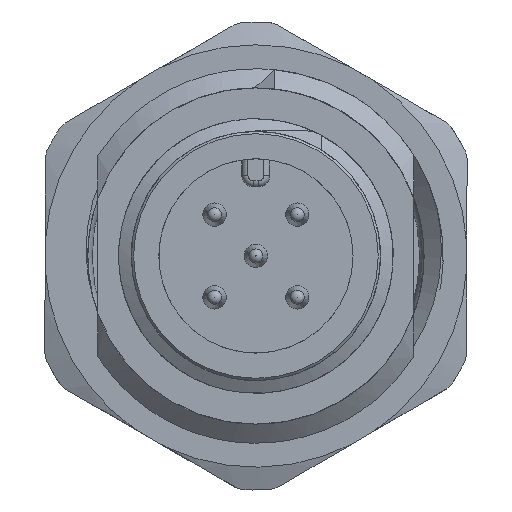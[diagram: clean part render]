
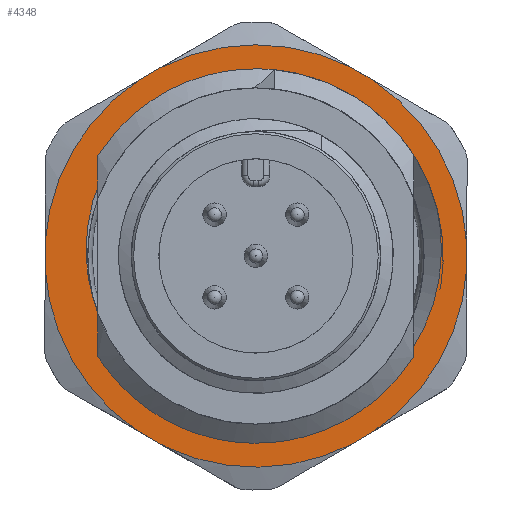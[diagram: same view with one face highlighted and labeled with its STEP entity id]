
A CAD part, front view. The second image highlights one B-rep face of the part: STEP entity #4348.
In plain terms, the highlighted face is planar.
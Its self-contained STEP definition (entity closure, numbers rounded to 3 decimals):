
#324=B_SPLINE_CURVE_WITH_KNOTS('',3,(#20184,#20185,#20186,#20187,#20188,
#20189,#20190),.UNSPECIFIED.,.F.,.F.,(4,1,1,1,4),(0.,
0.005,0.011,0.016,0.022),
 .UNSPECIFIED.);
#325=B_SPLINE_CURVE_WITH_KNOTS('',3,(#20195,#20196,#20197,#20198,#20199,
#20200,#20201),.UNSPECIFIED.,.F.,.F.,(4,1,1,1,4),(0.,0.005,
0.011,0.016,0.022),.UNSPECIFIED.);
#607=LINE('',#20207,#791);
#608=LINE('',#20211,#792);
#609=LINE('',#20215,#793);
#610=LINE('',#20219,#794);
#611=LINE('',#20223,#795);
#612=LINE('',#20227,#796);
#791=VECTOR('',#5754,1000.);
#792=VECTOR('',#5757,1000.);
#793=VECTOR('',#5760,1000.);
#794=VECTOR('',#5763,1000.);
#795=VECTOR('',#5766,1000.);
#796=VECTOR('',#5769,1000.);
#1716=ORIENTED_EDGE('',*,*,#2467,.F.);
#1717=ORIENTED_EDGE('',*,*,#2468,.T.);
#1718=ORIENTED_EDGE('',*,*,#2469,.F.);
#1719=ORIENTED_EDGE('',*,*,#2470,.F.);
#1720=ORIENTED_EDGE('',*,*,#2471,.F.);
#1721=ORIENTED_EDGE('',*,*,#2472,.T.);
#1722=ORIENTED_EDGE('',*,*,#2473,.F.);
#1723=ORIENTED_EDGE('',*,*,#2474,.T.);
#1724=ORIENTED_EDGE('',*,*,#2475,.F.);
#1725=ORIENTED_EDGE('',*,*,#2476,.T.);
#1726=ORIENTED_EDGE('',*,*,#2477,.F.);
#1727=ORIENTED_EDGE('',*,*,#2478,.T.);
#1728=ORIENTED_EDGE('',*,*,#2479,.F.);
#1729=ORIENTED_EDGE('',*,*,#2480,.T.);
#1730=ORIENTED_EDGE('',*,*,#2481,.F.);
#1731=ORIENTED_EDGE('',*,*,#2482,.T.);
#2467=EDGE_CURVE('',#2944,#2945,#324,.T.);
#2468=EDGE_CURVE('',#2944,#2946,#3186,.T.);
#2469=EDGE_CURVE('',#2947,#2946,#325,.T.);
#2470=EDGE_CURVE('',#2945,#2947,#3187,.T.);
#2471=EDGE_CURVE('',#2948,#2949,#3188,.F.);
#2472=EDGE_CURVE('',#2948,#2950,#607,.T.);
#2473=EDGE_CURVE('',#2951,#2950,#3189,.F.);
#2474=EDGE_CURVE('',#2951,#2952,#608,.T.);
#2475=EDGE_CURVE('',#2953,#2952,#3190,.F.);
#2476=EDGE_CURVE('',#2953,#2954,#609,.T.);
#2477=EDGE_CURVE('',#2955,#2954,#3191,.F.);
#2478=EDGE_CURVE('',#2955,#2956,#610,.T.);
#2479=EDGE_CURVE('',#2957,#2956,#3192,.F.);
#2480=EDGE_CURVE('',#2957,#2958,#611,.T.);
#2481=EDGE_CURVE('',#2959,#2958,#3193,.F.);
#2482=EDGE_CURVE('',#2959,#2949,#612,.T.);
#2944=VERTEX_POINT('',#20191);
#2945=VERTEX_POINT('',#20192);
#2946=VERTEX_POINT('',#20194);
#2947=VERTEX_POINT('',#20202);
#2948=VERTEX_POINT('',#20205);
#2949=VERTEX_POINT('',#20206);
#2950=VERTEX_POINT('',#20208);
#2951=VERTEX_POINT('',#20210);
#2952=VERTEX_POINT('',#20212);
#2953=VERTEX_POINT('',#20214);
#2954=VERTEX_POINT('',#20216);
#2955=VERTEX_POINT('',#20218);
#2956=VERTEX_POINT('',#20220);
#2957=VERTEX_POINT('',#20222);
#2958=VERTEX_POINT('',#20224);
#2959=VERTEX_POINT('',#20226);
#3186=CIRCLE('',#4825,7.185);
#3187=CIRCLE('',#4826,8.);
#3188=CIRCLE('',#4827,9.024);
#3189=CIRCLE('',#4828,9.024);
#3190=CIRCLE('',#4829,9.024);
#3191=CIRCLE('',#4830,9.024);
#3192=CIRCLE('',#4831,9.024);
#3193=CIRCLE('',#4832,9.024);
#3538=EDGE_LOOP('',(#1716,#1717,#1718,#1719));
#3539=EDGE_LOOP('',(#1720,#1721,#1722,#1723,#1724,#1725,#1726,#1727,#1728,
#1729,#1730,#1731));
#3939=FACE_BOUND('',#3538,.T.);
#3940=FACE_BOUND('',#3539,.T.);
#4099=PLANE('',#4824);
#4348=ADVANCED_FACE('',(#3939,#3940),#4099,.T.);
#4824=AXIS2_PLACEMENT_3D('',#20183,#5746,#5747);
#4825=AXIS2_PLACEMENT_3D('',#20193,#5748,#5749);
#4826=AXIS2_PLACEMENT_3D('',#20203,#5750,#5751);
#4827=AXIS2_PLACEMENT_3D('',#20204,#5752,#5753);
#4828=AXIS2_PLACEMENT_3D('',#20209,#5755,#5756);
#4829=AXIS2_PLACEMENT_3D('',#20213,#5758,#5759);
#4830=AXIS2_PLACEMENT_3D('',#20217,#5761,#5762);
#4831=AXIS2_PLACEMENT_3D('',#20221,#5764,#5765);
#4832=AXIS2_PLACEMENT_3D('',#20225,#5767,#5768);
#5746=DIRECTION('',(1.,0.,0.));
#5747=DIRECTION('',(0.,0.,-1.));
#5748=DIRECTION('',(-1.,0.,0.));
#5749=DIRECTION('',(0.,1.,0.));
#5750=DIRECTION('',(1.,0.,0.));
#5751=DIRECTION('',(0.,0.,-1.));
#5752=DIRECTION('',(1.,0.,0.));
#5753=DIRECTION('',(0.,0.,-1.));
#5754=DIRECTION('',(0.,1.,0.));
#5755=DIRECTION('',(1.,0.,0.));
#5756=DIRECTION('',(0.,0.,-1.));
#5757=DIRECTION('',(0.,0.497,0.868));
#5758=DIRECTION('',(1.,0.,0.));
#5759=DIRECTION('',(0.,0.,-1.));
#5760=DIRECTION('',(0.,-0.497,0.868));
#5761=DIRECTION('',(1.,0.,0.));
#5762=DIRECTION('',(0.,0.,-1.));
#5763=DIRECTION('',(0.,-1.,0.));
#5764=DIRECTION('',(1.,0.,0.));
#5765=DIRECTION('',(0.,0.,-1.));
#5766=DIRECTION('',(0.,-0.498,-0.867));
#5767=DIRECTION('',(1.,0.,0.));
#5768=DIRECTION('',(0.,0.,-1.));
#5769=DIRECTION('',(0.,0.498,-0.867));
#20183=CARTESIAN_POINT('',(1.5,0.,0.));
#20184=CARTESIAN_POINT('',(1.5,-3.499,-6.276));
#20185=CARTESIAN_POINT('',(1.5,-1.937,-7.229));
#20186=CARTESIAN_POINT('',(1.5,1.882,-7.867));
#20187=CARTESIAN_POINT('',(1.5,6.782,-4.753));
#20188=CARTESIAN_POINT('',(1.5,8.419,0.798));
#20189=CARTESIAN_POINT('',(1.5,6.904,4.319));
#20190=CARTESIAN_POINT('',(1.5,5.657,5.657));
#20191=CARTESIAN_POINT('',(1.5,-3.499,-6.276));
#20192=CARTESIAN_POINT('',(1.5,5.657,5.657));
#20193=CARTESIAN_POINT('',(1.5,0.,0.));
#20194=CARTESIAN_POINT('',(1.5,-5.081,-5.081));
#20195=CARTESIAN_POINT('',(1.5,3.896,6.987));
#20196=CARTESIAN_POINT('',(1.5,2.267,7.821));
#20197=CARTESIAN_POINT('',(1.5,-1.534,8.317));
#20198=CARTESIAN_POINT('',(1.5,-6.426,5.225));
#20199=CARTESIAN_POINT('',(1.5,-8.082,-0.341));
#20200=CARTESIAN_POINT('',(1.5,-6.425,-3.838));
#20201=CARTESIAN_POINT('',(1.5,-5.081,-5.081));
#20202=CARTESIAN_POINT('',(1.5,3.896,6.987));
#20203=CARTESIAN_POINT('',(1.5,0.,0.));
#20204=CARTESIAN_POINT('',(1.5,0.,0.));
#20205=CARTESIAN_POINT('',(1.5,-0.764,-8.992));
#20206=CARTESIAN_POINT('',(1.5,-7.542,-4.955));
#20207=CARTESIAN_POINT('',(1.5,-4.376,-8.992));
#20208=CARTESIAN_POINT('',(1.5,0.764,-8.992));
#20209=CARTESIAN_POINT('',(1.5,0.,0.));
#20210=CARTESIAN_POINT('',(1.5,7.551,-4.941));
#20211=CARTESIAN_POINT('',(1.5,5.661,-8.243));
#20212=CARTESIAN_POINT('',(1.5,8.085,-4.008));
#20213=CARTESIAN_POINT('',(1.5,0.,0.));
#20214=CARTESIAN_POINT('',(1.5,8.085,4.008));
#20215=CARTESIAN_POINT('',(1.5,9.975,0.706));
#20216=CARTESIAN_POINT('',(1.5,7.551,4.941));
#20217=CARTESIAN_POINT('',(1.5,0.,0.));
#20218=CARTESIAN_POINT('',(1.5,0.537,9.008));
#20219=CARTESIAN_POINT('',(1.5,4.342,9.008));
#20220=CARTESIAN_POINT('',(1.5,-0.537,9.008));
#20221=CARTESIAN_POINT('',(1.5,0.,0.));
#20222=CARTESIAN_POINT('',(1.5,-7.542,4.955));
#20223=CARTESIAN_POINT('',(1.5,-5.646,8.254));
#20224=CARTESIAN_POINT('',(1.5,-8.078,4.024));
#20225=CARTESIAN_POINT('',(1.5,0.,0.));
#20226=CARTESIAN_POINT('',(1.5,-8.078,-4.024));
#20227=CARTESIAN_POINT('',(1.5,-9.974,-0.725));
